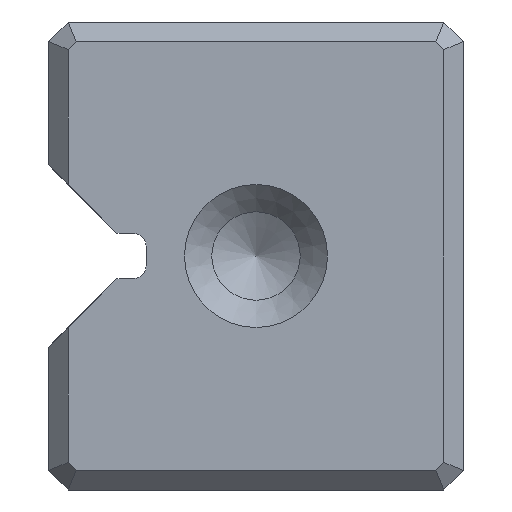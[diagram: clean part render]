
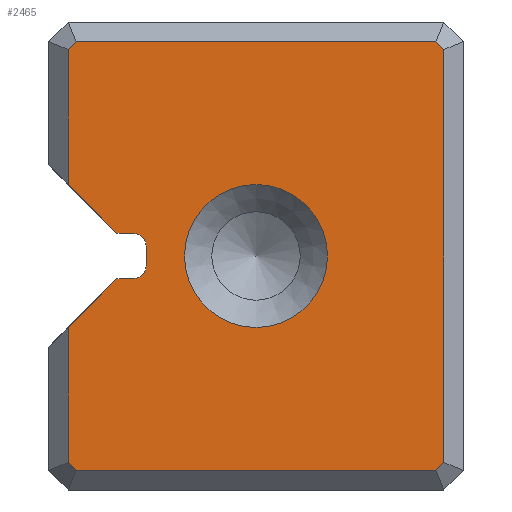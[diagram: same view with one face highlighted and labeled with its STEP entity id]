
A CAD part, left-side view. The second image highlights one B-rep face of the part: STEP entity #2465.
In plain terms, the highlighted planar face has unit normal (-1, 0, 0).
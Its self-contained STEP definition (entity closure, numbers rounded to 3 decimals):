
#2465=ADVANCED_FACE('',(#3136,#3137),#2826,.F.);
#2826=PLANE('',#8512);
#3063=CIRCLE('',#8509,5.5);
#3064=CIRCLE('',#8510,1.);
#3065=CIRCLE('',#8511,1.);
#3136=FACE_BOUND('',#3274,.T.);
#3137=FACE_BOUND('',#3275,.T.);
#3274=EDGE_LOOP('',(#5306));
#3275=EDGE_LOOP('',(#5307,#5308,#5309,#5310,#5311,#5312,#5313,#5314,#5315,
#5316,#5317,#5318,#5319,#5320,#5321,#5322));
#3834=LINE('',#10859,#4504);
#3838=LINE('',#10867,#4508);
#3841=LINE('',#10873,#4511);
#3847=LINE('',#10887,#4517);
#3849=LINE('',#10891,#4519);
#3866=LINE('',#10931,#4536);
#3867=LINE('',#10933,#4537);
#3868=LINE('',#10935,#4538);
#3869=LINE('',#10937,#4539);
#3870=LINE('',#10939,#4540);
#3871=LINE('',#10941,#4541);
#3872=LINE('',#10943,#4542);
#3873=LINE('',#10945,#4543);
#3874=LINE('',#10947,#4544);
#4504=VECTOR('',#9002,1.);
#4508=VECTOR('',#9008,1.);
#4511=VECTOR('',#9013,1.);
#4517=VECTOR('',#9021,1.);
#4519=VECTOR('',#9025,1.);
#4536=VECTOR('',#9056,1.);
#4537=VECTOR('',#9057,1.);
#4538=VECTOR('',#9058,1.);
#4539=VECTOR('',#9059,1.);
#4540=VECTOR('',#9060,1.);
#4541=VECTOR('',#9061,1.);
#4542=VECTOR('',#9062,1.);
#4543=VECTOR('',#9063,1.);
#4544=VECTOR('',#9064,1.);
#5306=ORIENTED_EDGE('',*,*,#7697,.T.);
#5307=ORIENTED_EDGE('',*,*,#7662,.F.);
#5308=ORIENTED_EDGE('',*,*,#7698,.T.);
#5309=ORIENTED_EDGE('',*,*,#7699,.T.);
#5310=ORIENTED_EDGE('',*,*,#7700,.T.);
#5311=ORIENTED_EDGE('',*,*,#7701,.T.);
#5312=ORIENTED_EDGE('',*,*,#7702,.T.);
#5313=ORIENTED_EDGE('',*,*,#7703,.T.);
#5314=ORIENTED_EDGE('',*,*,#7704,.T.);
#5315=ORIENTED_EDGE('',*,*,#7705,.T.);
#5316=ORIENTED_EDGE('',*,*,#7706,.T.);
#5317=ORIENTED_EDGE('',*,*,#7677,.F.);
#5318=ORIENTED_EDGE('',*,*,#7675,.F.);
#5319=ORIENTED_EDGE('',*,*,#7707,.T.);
#5320=ORIENTED_EDGE('',*,*,#7669,.F.);
#5321=ORIENTED_EDGE('',*,*,#7708,.T.);
#5322=ORIENTED_EDGE('',*,*,#7666,.F.);
#7053=VERTEX_POINT('',#10858);
#7054=VERTEX_POINT('',#10860);
#7057=VERTEX_POINT('',#10868);
#7059=VERTEX_POINT('',#10874);
#7060=VERTEX_POINT('',#10875);
#7065=VERTEX_POINT('',#10886);
#7066=VERTEX_POINT('',#10888);
#7067=VERTEX_POINT('',#10892);
#7082=VERTEX_POINT('',#10930);
#7083=VERTEX_POINT('',#10932);
#7084=VERTEX_POINT('',#10934);
#7085=VERTEX_POINT('',#10936);
#7086=VERTEX_POINT('',#10938);
#7087=VERTEX_POINT('',#10940);
#7088=VERTEX_POINT('',#10942);
#7089=VERTEX_POINT('',#10944);
#7090=VERTEX_POINT('',#10946);
#7662=EDGE_CURVE('',#7053,#7054,#3834,.T.);
#7666=EDGE_CURVE('',#7054,#7057,#3838,.T.);
#7669=EDGE_CURVE('',#7059,#7060,#3841,.T.);
#7675=EDGE_CURVE('',#7065,#7066,#3847,.T.);
#7677=EDGE_CURVE('',#7066,#7067,#3849,.T.);
#7697=EDGE_CURVE('',#7082,#7082,#3063,.T.);
#7698=EDGE_CURVE('',#7053,#7083,#3866,.T.);
#7699=EDGE_CURVE('',#7083,#7084,#3867,.T.);
#7700=EDGE_CURVE('',#7084,#7085,#3868,.T.);
#7701=EDGE_CURVE('',#7085,#7086,#3869,.T.);
#7702=EDGE_CURVE('',#7086,#7087,#3870,.T.);
#7703=EDGE_CURVE('',#7087,#7088,#3871,.T.);
#7704=EDGE_CURVE('',#7088,#7089,#3872,.T.);
#7705=EDGE_CURVE('',#7089,#7090,#3873,.T.);
#7706=EDGE_CURVE('',#7090,#7067,#3874,.T.);
#7707=EDGE_CURVE('',#7065,#7060,#3064,.T.);
#7708=EDGE_CURVE('',#7059,#7057,#3065,.T.);
#8509=AXIS2_PLACEMENT_3D('',#10929,#9054,#9055);
#8510=AXIS2_PLACEMENT_3D('',#10948,#9065,#9066);
#8511=AXIS2_PLACEMENT_3D('',#10949,#9067,#9068);
#8512=AXIS2_PLACEMENT_3D('',#10950,#9069,#9070);
#9002=DIRECTION('',(0.,-0.707,0.707));
#9008=DIRECTION('',(0.,-1.,0.));
#9013=DIRECTION('',(0.,0.,1.));
#9021=DIRECTION('',(0.,1.,0.));
#9025=DIRECTION('',(0.,0.707,0.707));
#9054=DIRECTION('',(1.,0.,0.));
#9055=DIRECTION('',(0.,0.,-1.));
#9056=DIRECTION('',(0.,0.,-1.));
#9057=DIRECTION('',(0.,-0.707,-0.707));
#9058=DIRECTION('',(0.,-1.,0.));
#9059=DIRECTION('',(0.,-0.707,0.707));
#9060=DIRECTION('',(0.,0.,1.));
#9061=DIRECTION('',(0.,0.707,0.707));
#9062=DIRECTION('',(0.,1.,0.));
#9063=DIRECTION('',(0.,0.707,-0.707));
#9064=DIRECTION('',(0.,0.,-1.));
#9065=DIRECTION('',(1.,0.,0.));
#9066=DIRECTION('',(0.,0.,-1.));
#9067=DIRECTION('',(1.,0.,0.));
#9068=DIRECTION('',(0.,0.,-1.));
#9069=DIRECTION('',(1.,0.,0.));
#9070=DIRECTION('',(0.,0.,1.));
#10858=CARTESIAN_POINT('',(-300.,14.45,12.493));
#10859=CARTESIAN_POINT('',(-300.,15.95,10.993));
#10860=CARTESIAN_POINT('',(-300.,10.693,16.25));
#10867=CARTESIAN_POINT('',(-300.,10.693,16.25));
#10868=CARTESIAN_POINT('',(-300.,9.45,16.25));
#10873=CARTESIAN_POINT('',(-300.,8.45,16.25));
#10874=CARTESIAN_POINT('',(-300.,8.45,17.25));
#10875=CARTESIAN_POINT('',(-300.,8.45,18.75));
#10886=CARTESIAN_POINT('',(-300.,9.45,19.75));
#10887=CARTESIAN_POINT('',(-300.,8.45,19.75));
#10888=CARTESIAN_POINT('',(-300.,10.693,19.75));
#10891=CARTESIAN_POINT('',(-300.,10.693,19.75));
#10892=CARTESIAN_POINT('',(-300.,14.45,23.507));
#10929=CARTESIAN_POINT('',(-300.,0.,18.));
#10930=CARTESIAN_POINT('',(-300.,0.,12.5));
#10931=CARTESIAN_POINT('',(-300.,14.45,0.));
#10932=CARTESIAN_POINT('',(-300.,14.45,2.121));
#10933=CARTESIAN_POINT('',(-300.,13.389,1.061));
#10934=CARTESIAN_POINT('',(-300.,13.829,1.5));
#10935=CARTESIAN_POINT('',(-300.,0.,1.5));
#10936=CARTESIAN_POINT('',(-300.,-13.829,1.5));
#10937=CARTESIAN_POINT('',(-300.,-14.889,2.561));
#10938=CARTESIAN_POINT('',(-300.,-14.45,2.121));
#10939=CARTESIAN_POINT('',(-300.,-14.45,0.));
#10940=CARTESIAN_POINT('',(-300.,-14.45,33.879));
#10941=CARTESIAN_POINT('',(-300.,-13.389,34.939));
#10942=CARTESIAN_POINT('',(-300.,-13.829,34.5));
#10943=CARTESIAN_POINT('',(-300.,0.,34.5));
#10944=CARTESIAN_POINT('',(-300.,13.829,34.5));
#10945=CARTESIAN_POINT('',(-300.,14.889,33.439));
#10946=CARTESIAN_POINT('',(-300.,14.45,33.879));
#10947=CARTESIAN_POINT('',(-300.,14.45,0.));
#10948=CARTESIAN_POINT('',(-300.,9.45,18.75));
#10949=CARTESIAN_POINT('',(-300.,9.45,17.25));
#10950=CARTESIAN_POINT('',(-300.,0.,0.));
